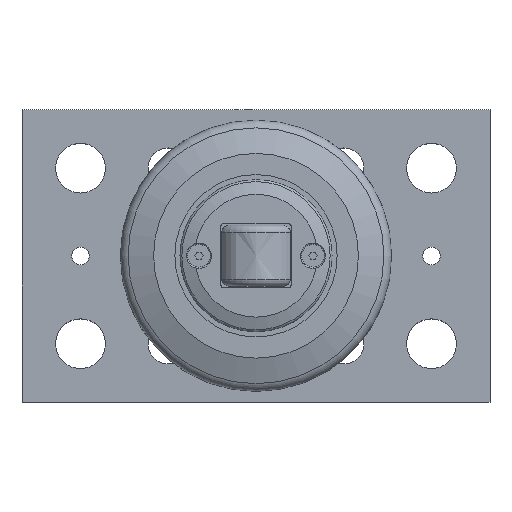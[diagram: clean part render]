
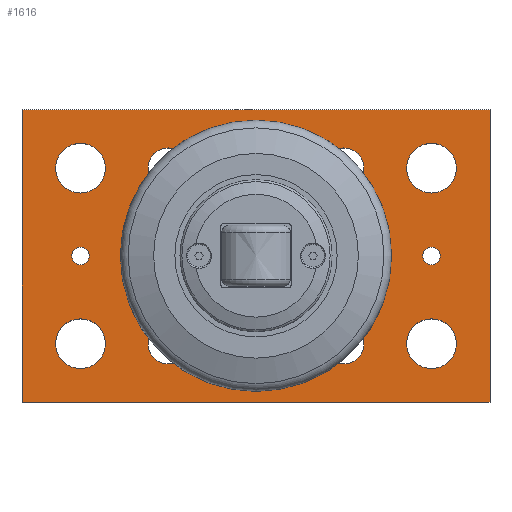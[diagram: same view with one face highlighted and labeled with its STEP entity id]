
A CAD part, top view. The second image highlights one B-rep face of the part: STEP entity #1616.
In plain terms, the highlighted planar face has unit normal (0, 0, 1).
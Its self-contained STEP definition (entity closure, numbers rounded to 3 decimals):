
#88=FACE_BOUND('',#378,.T.);
#89=FACE_BOUND('',#379,.T.);
#90=FACE_BOUND('',#380,.T.);
#91=FACE_BOUND('',#381,.T.);
#92=FACE_BOUND('',#382,.T.);
#93=FACE_BOUND('',#383,.T.);
#94=FACE_BOUND('',#384,.T.);
#95=FACE_BOUND('',#385,.T.);
#96=FACE_BOUND('',#386,.T.);
#97=FACE_BOUND('',#387,.T.);
#98=FACE_BOUND('',#388,.T.);
#169=CIRCLE('',#1777,29.);
#171=CIRCLE('',#1781,6.918);
#172=CIRCLE('',#1782,6.918);
#174=CIRCLE('',#1785,6.918);
#175=CIRCLE('',#1786,6.918);
#177=CIRCLE('',#1789,6.918);
#178=CIRCLE('',#1790,6.918);
#180=CIRCLE('',#1793,6.918);
#181=CIRCLE('',#1794,6.918);
#183=CIRCLE('',#1797,8.5);
#185=CIRCLE('',#1800,8.5);
#187=CIRCLE('',#1803,8.5);
#189=CIRCLE('',#1806,8.5);
#191=CIRCLE('',#1809,3.);
#193=CIRCLE('',#1812,3.);
#273=FACE_OUTER_BOUND('',#377,.T.);
#377=EDGE_LOOP('',(#1431,#1432,#1433,#1434));
#378=EDGE_LOOP('',(#1435));
#379=EDGE_LOOP('',(#1436,#1437));
#380=EDGE_LOOP('',(#1438,#1439));
#381=EDGE_LOOP('',(#1440,#1441));
#382=EDGE_LOOP('',(#1442,#1443));
#383=EDGE_LOOP('',(#1444));
#384=EDGE_LOOP('',(#1445));
#385=EDGE_LOOP('',(#1446));
#386=EDGE_LOOP('',(#1447));
#387=EDGE_LOOP('',(#1448));
#388=EDGE_LOOP('',(#1449));
#490=LINE('',#2847,#612);
#494=LINE('',#2855,#616);
#497=LINE('',#2861,#619);
#500=LINE('',#2866,#622);
#612=VECTOR('',#2261,10.);
#616=VECTOR('',#2267,10.);
#619=VECTOR('',#2272,10.);
#622=VECTOR('',#2277,10.);
#753=VERTEX_POINT('',#2770);
#755=VERTEX_POINT('',#2777);
#756=VERTEX_POINT('',#2778);
#758=VERTEX_POINT('',#2785);
#759=VERTEX_POINT('',#2786);
#761=VERTEX_POINT('',#2793);
#762=VERTEX_POINT('',#2794);
#764=VERTEX_POINT('',#2801);
#765=VERTEX_POINT('',#2802);
#767=VERTEX_POINT('',#2809);
#769=VERTEX_POINT('',#2815);
#771=VERTEX_POINT('',#2821);
#773=VERTEX_POINT('',#2827);
#775=VERTEX_POINT('',#2833);
#777=VERTEX_POINT('',#2839);
#779=VERTEX_POINT('',#2845);
#780=VERTEX_POINT('',#2846);
#783=VERTEX_POINT('',#2854);
#785=VERTEX_POINT('',#2860);
#963=EDGE_CURVE('',#753,#753,#169,.T.);
#965=EDGE_CURVE('',#755,#756,#171,.T.);
#966=EDGE_CURVE('',#756,#755,#172,.T.);
#969=EDGE_CURVE('',#758,#759,#174,.T.);
#970=EDGE_CURVE('',#759,#758,#175,.T.);
#973=EDGE_CURVE('',#761,#762,#177,.T.);
#974=EDGE_CURVE('',#762,#761,#178,.T.);
#977=EDGE_CURVE('',#764,#765,#180,.T.);
#978=EDGE_CURVE('',#765,#764,#181,.T.);
#981=EDGE_CURVE('',#767,#767,#183,.T.);
#984=EDGE_CURVE('',#769,#769,#185,.T.);
#987=EDGE_CURVE('',#771,#771,#187,.T.);
#990=EDGE_CURVE('',#773,#773,#189,.T.);
#993=EDGE_CURVE('',#775,#775,#191,.T.);
#996=EDGE_CURVE('',#777,#777,#193,.T.);
#999=EDGE_CURVE('',#779,#780,#490,.T.);
#1003=EDGE_CURVE('',#780,#783,#494,.T.);
#1006=EDGE_CURVE('',#783,#785,#497,.T.);
#1009=EDGE_CURVE('',#785,#779,#500,.T.);
#1431=ORIENTED_EDGE('',*,*,#999,.F.);
#1432=ORIENTED_EDGE('',*,*,#1009,.F.);
#1433=ORIENTED_EDGE('',*,*,#1006,.F.);
#1434=ORIENTED_EDGE('',*,*,#1003,.F.);
#1435=ORIENTED_EDGE('',*,*,#963,.T.);
#1436=ORIENTED_EDGE('',*,*,#965,.T.);
#1437=ORIENTED_EDGE('',*,*,#966,.T.);
#1438=ORIENTED_EDGE('',*,*,#969,.T.);
#1439=ORIENTED_EDGE('',*,*,#970,.T.);
#1440=ORIENTED_EDGE('',*,*,#973,.T.);
#1441=ORIENTED_EDGE('',*,*,#974,.T.);
#1442=ORIENTED_EDGE('',*,*,#977,.T.);
#1443=ORIENTED_EDGE('',*,*,#978,.T.);
#1444=ORIENTED_EDGE('',*,*,#981,.T.);
#1445=ORIENTED_EDGE('',*,*,#984,.T.);
#1446=ORIENTED_EDGE('',*,*,#987,.T.);
#1447=ORIENTED_EDGE('',*,*,#990,.T.);
#1448=ORIENTED_EDGE('',*,*,#993,.T.);
#1449=ORIENTED_EDGE('',*,*,#996,.T.);
#1532=PLANE('',#1820);
#1616=ADVANCED_FACE('',(#273,#88,#89,#90,#91,#92,#93,#94,#95,#96,#97,#98),
#1532,.T.);
#1777=AXIS2_PLACEMENT_3D('',#2772,#2175,#2176);
#1781=AXIS2_PLACEMENT_3D('',#2779,#2183,#2184);
#1782=AXIS2_PLACEMENT_3D('',#2780,#2185,#2186);
#1785=AXIS2_PLACEMENT_3D('',#2787,#2192,#2193);
#1786=AXIS2_PLACEMENT_3D('',#2788,#2194,#2195);
#1789=AXIS2_PLACEMENT_3D('',#2795,#2201,#2202);
#1790=AXIS2_PLACEMENT_3D('',#2796,#2203,#2204);
#1793=AXIS2_PLACEMENT_3D('',#2803,#2210,#2211);
#1794=AXIS2_PLACEMENT_3D('',#2804,#2212,#2213);
#1797=AXIS2_PLACEMENT_3D('',#2810,#2219,#2220);
#1800=AXIS2_PLACEMENT_3D('',#2816,#2226,#2227);
#1803=AXIS2_PLACEMENT_3D('',#2822,#2233,#2234);
#1806=AXIS2_PLACEMENT_3D('',#2828,#2240,#2241);
#1809=AXIS2_PLACEMENT_3D('',#2834,#2247,#2248);
#1812=AXIS2_PLACEMENT_3D('',#2840,#2254,#2255);
#1820=AXIS2_PLACEMENT_3D('',#2871,#2283,#2284);
#2175=DIRECTION('center_axis',(0.,0.,-1.));
#2176=DIRECTION('ref_axis',(-1.,0.,0.));
#2183=DIRECTION('center_axis',(0.,0.,-1.));
#2184=DIRECTION('ref_axis',(1.,0.,0.));
#2185=DIRECTION('center_axis',(0.,0.,-1.));
#2186=DIRECTION('ref_axis',(1.,0.,0.));
#2192=DIRECTION('center_axis',(0.,0.,-1.));
#2193=DIRECTION('ref_axis',(1.,0.,0.));
#2194=DIRECTION('center_axis',(0.,0.,-1.));
#2195=DIRECTION('ref_axis',(1.,0.,0.));
#2201=DIRECTION('center_axis',(0.,0.,-1.));
#2202=DIRECTION('ref_axis',(1.,0.,0.));
#2203=DIRECTION('center_axis',(0.,0.,-1.));
#2204=DIRECTION('ref_axis',(1.,0.,0.));
#2210=DIRECTION('center_axis',(0.,0.,-1.));
#2211=DIRECTION('ref_axis',(1.,0.,0.));
#2212=DIRECTION('center_axis',(0.,0.,-1.));
#2213=DIRECTION('ref_axis',(1.,0.,0.));
#2219=DIRECTION('center_axis',(0.,0.,-1.));
#2220=DIRECTION('ref_axis',(-1.,0.,0.));
#2226=DIRECTION('center_axis',(0.,0.,-1.));
#2227=DIRECTION('ref_axis',(-1.,0.,0.));
#2233=DIRECTION('center_axis',(0.,0.,-1.));
#2234=DIRECTION('ref_axis',(-1.,0.,0.));
#2240=DIRECTION('center_axis',(0.,0.,-1.));
#2241=DIRECTION('ref_axis',(-1.,0.,0.));
#2247=DIRECTION('center_axis',(0.,0.,-1.));
#2248=DIRECTION('ref_axis',(-1.,0.,0.));
#2254=DIRECTION('center_axis',(0.,0.,-1.));
#2255=DIRECTION('ref_axis',(-1.,0.,0.));
#2261=DIRECTION('',(0.,1.,0.));
#2267=DIRECTION('',(1.,0.,0.));
#2272=DIRECTION('',(0.,-1.,0.));
#2277=DIRECTION('',(-1.,0.,0.));
#2283=DIRECTION('center_axis',(0.,0.,1.));
#2284=DIRECTION('ref_axis',(1.,0.,0.));
#2770=CARTESIAN_POINT('',(109.,50.,20.));
#2772=CARTESIAN_POINT('Origin',(80.,50.,20.));
#2777=CARTESIAN_POINT('',(56.918,20.,20.));
#2778=CARTESIAN_POINT('',(43.083,20.,20.));
#2779=CARTESIAN_POINT('Origin',(50.,20.,20.));
#2780=CARTESIAN_POINT('Origin',(50.,20.,20.));
#2785=CARTESIAN_POINT('',(116.918,20.,20.));
#2786=CARTESIAN_POINT('',(103.083,20.,20.));
#2787=CARTESIAN_POINT('Origin',(110.,20.,20.));
#2788=CARTESIAN_POINT('Origin',(110.,20.,20.));
#2793=CARTESIAN_POINT('',(116.918,80.,20.));
#2794=CARTESIAN_POINT('',(103.083,80.,20.));
#2795=CARTESIAN_POINT('Origin',(110.,80.,20.));
#2796=CARTESIAN_POINT('Origin',(110.,80.,20.));
#2801=CARTESIAN_POINT('',(56.918,80.,20.));
#2802=CARTESIAN_POINT('',(43.083,80.,20.));
#2803=CARTESIAN_POINT('Origin',(50.,80.,20.));
#2804=CARTESIAN_POINT('Origin',(50.,80.,20.));
#2809=CARTESIAN_POINT('',(28.5,20.,20.));
#2810=CARTESIAN_POINT('Origin',(20.,20.,20.));
#2815=CARTESIAN_POINT('',(148.5,20.,20.));
#2816=CARTESIAN_POINT('Origin',(140.,20.,20.));
#2821=CARTESIAN_POINT('',(28.5,80.,20.));
#2822=CARTESIAN_POINT('Origin',(20.,80.,20.));
#2827=CARTESIAN_POINT('',(148.5,80.,20.));
#2828=CARTESIAN_POINT('Origin',(140.,80.,20.));
#2833=CARTESIAN_POINT('',(23.,50.,20.));
#2834=CARTESIAN_POINT('Origin',(20.,50.,20.));
#2839=CARTESIAN_POINT('',(143.,50.,20.));
#2840=CARTESIAN_POINT('Origin',(140.,50.,20.));
#2845=CARTESIAN_POINT('',(0.,0.,20.));
#2846=CARTESIAN_POINT('',(0.,100.,20.));
#2847=CARTESIAN_POINT('',(0.,100.,20.));
#2854=CARTESIAN_POINT('',(160.,100.,20.));
#2855=CARTESIAN_POINT('',(160.,100.,20.));
#2860=CARTESIAN_POINT('',(160.,0.,20.));
#2861=CARTESIAN_POINT('',(160.,0.,20.));
#2866=CARTESIAN_POINT('',(0.,0.,20.));
#2871=CARTESIAN_POINT('Origin',(80.,50.,20.));
